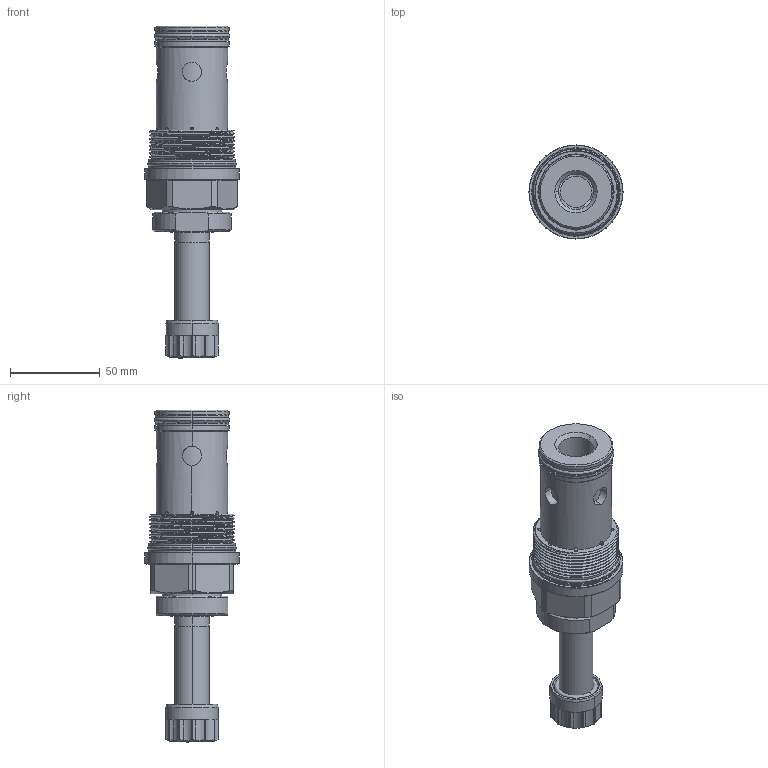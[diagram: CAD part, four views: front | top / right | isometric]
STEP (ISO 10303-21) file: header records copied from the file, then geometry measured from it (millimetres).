
FILE_DESCRIPTION (( 'STEP AP203' ), '1' );
FILE_NAME ('PEV18A2D-P.STEP', '2016-07-25T07:08:58', ( '' ), ( '' ), 'SwSTEP 2.0', 'SolidWorks 2012', '' );
FILE_SCHEMA (( 'CONFIG_CONTROL_DESIGN' ));
Length unit declared in the file: millimetre
Products named in the file (1): PEV18A2D-P
Bounding box: 52.37 x 52.37 x 184.96 mm (x, y, z)
Volume: 188424.5 mm3; surface area: 41201.6 mm2
Topology: 10 solids, 11 shells, 463 faces, 1145 edges, 731 vertices
Faces by surface type: cylinder 208, plane 155, cone 60, torus 26, bspline 14
Entity records: 19369 total; most frequent: CARTESIAN_POINT 8659, ORIENTED_EDGE 2290, DIRECTION 2162, EDGE_CURVE 1145, AXIS2_PLACEMENT_3D 840, VERTEX_POINT 731, EDGE_LOOP 508, LINE 482
